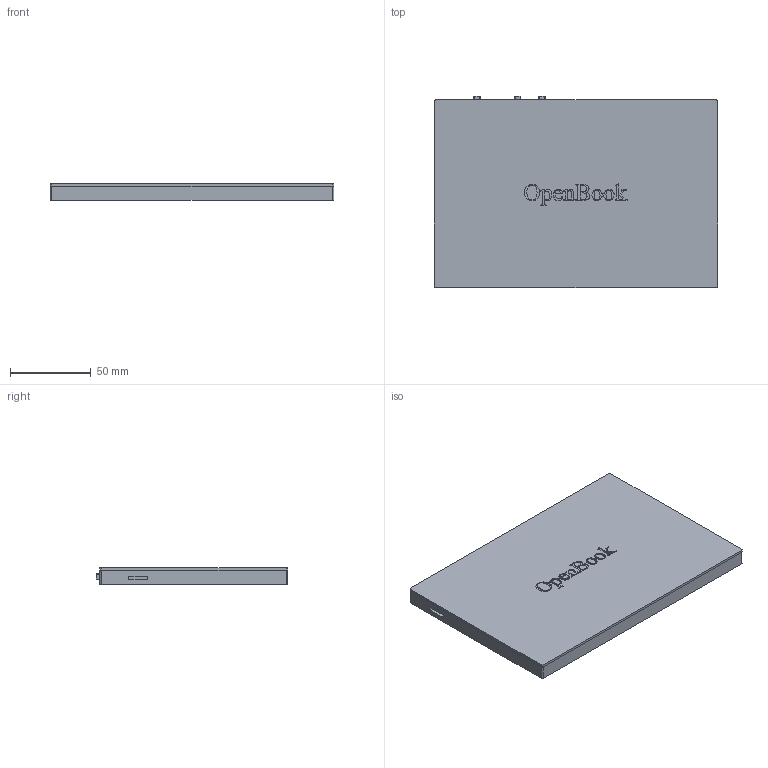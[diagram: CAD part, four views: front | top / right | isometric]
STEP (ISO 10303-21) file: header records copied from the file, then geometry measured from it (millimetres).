
FILE_DESCRIPTION(/* description */ (''),/* implementation_level */ '2;1');
FILE_NAME(/* name */ 'c95b0f63-8edb-4c26-8884-38761fd1b25b.stp',/* time_stamp */ '2025-04-06T13:40:34Z',/* author */ (''),/* organization */ (''),/* preprocessor_version */ 'ST-DEVELOPER v20.1',/* originating_system */ 'Autodesk Translation Framework v14.4.0.0',/* authorisation */ '');
FILE_SCHEMA (('AUTOMOTIVE_DESIGN { 1 0 10303 214 3 1 1 }'));
Length unit declared in the file: millimetre
Products named in the file (4): OpenBook E-Reader - exploded; OpenBook Enclosure; Battery; Display
Assembly tree (3 placements, depth 2):
  OpenBook E-Reader - exploded
    OpenBook Enclosure
    Battery
    Display
Bounding box: 175.2 x 118.55 x 10.2 mm (x, y, z)
Volume: 96327.8 mm3; surface area: 106051.7 mm2
Topology: 7 solids, 7 shells, 433 faces, 1164 edges, 768 vertices
Faces by surface type: plane 213, bspline 184, cylinder 36
Entity records: 15254 total; most frequent: CARTESIAN_POINT 5392, ORIENTED_EDGE 2328, DIRECTION 1416, EDGE_CURVE 1164, VERTEX_POINT 768, LINE 736, VECTOR 736, EDGE_LOOP 470
